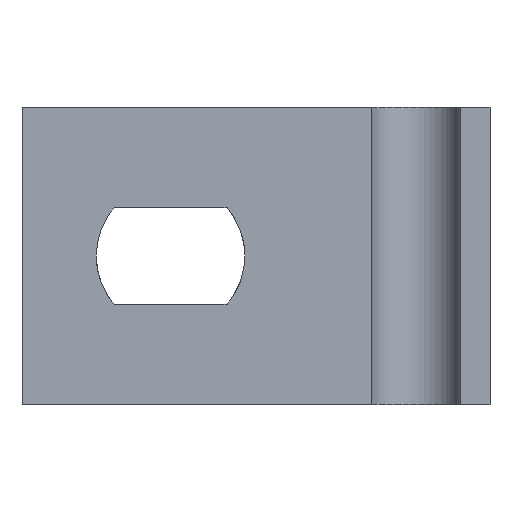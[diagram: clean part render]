
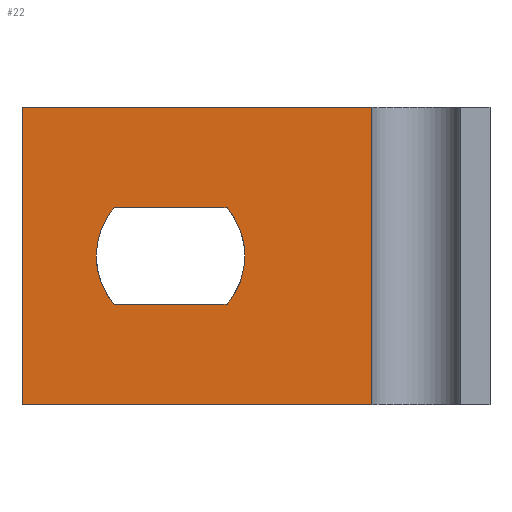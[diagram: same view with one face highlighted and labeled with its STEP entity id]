
A CAD part, front view. The second image highlights one B-rep face of the part: STEP entity #22.
In plain terms, the highlighted planar face has unit normal (0, -1, 0).
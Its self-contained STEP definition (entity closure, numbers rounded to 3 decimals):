
#16=FACE_BOUND('',#54,.T.);
#22=ADVANCED_FACE('',(#37,#16),#257,.T.);
#37=FACE_OUTER_BOUND('',#53,.T.);
#53=EDGE_LOOP('',(#96,#97,#98,#99));
#54=EDGE_LOOP('',(#100,#101,#102,#103,#104,#105));
#96=ORIENTED_EDGE('',*,*,#157,.F.);
#97=ORIENTED_EDGE('',*,*,#153,.F.);
#98=ORIENTED_EDGE('',*,*,#155,.T.);
#99=ORIENTED_EDGE('',*,*,#156,.F.);
#100=ORIENTED_EDGE('',*,*,#174,.T.);
#101=ORIENTED_EDGE('',*,*,#154,.T.);
#102=ORIENTED_EDGE('',*,*,#166,.T.);
#103=ORIENTED_EDGE('',*,*,#178,.T.);
#104=ORIENTED_EDGE('',*,*,#152,.T.);
#105=ORIENTED_EDGE('',*,*,#171,.T.);
#152=EDGE_CURVE('',#240,#241,#204,.T.);
#153=EDGE_CURVE('',#228,#223,#205,.T.);
#154=EDGE_CURVE('',#243,#244,#206,.T.);
#155=EDGE_CURVE('',#228,#227,#207,.T.);
#156=EDGE_CURVE('',#222,#227,#208,.T.);
#157=EDGE_CURVE('',#223,#222,#209,.T.);
#166=EDGE_CURVE('',#244,#245,#187,.T.);
#171=EDGE_CURVE('',#241,#242,#189,.T.);
#174=EDGE_CURVE('',#242,#243,#191,.T.);
#178=EDGE_CURVE('',#245,#240,#194,.T.);
#187=(
BOUNDED_CURVE()
B_SPLINE_CURVE(2,(#524,#525,#526),.UNSPECIFIED.,.F.,.F.)
B_SPLINE_CURVE_WITH_KNOTS((3,3),(0.,3.538),.UNSPECIFIED.)
CURVE()
GEOMETRIC_REPRESENTATION_ITEM()
RATIONAL_B_SPLINE_CURVE((1.,0.938,1.))
REPRESENTATION_ITEM('')
);
#189=(
BOUNDED_CURVE()
B_SPLINE_CURVE(2,(#536,#537,#538),.UNSPECIFIED.,.F.,.F.)
B_SPLINE_CURVE_WITH_KNOTS((3,3),(0.,3.538),.UNSPECIFIED.)
CURVE()
GEOMETRIC_REPRESENTATION_ITEM()
RATIONAL_B_SPLINE_CURVE((1.,0.938,1.))
REPRESENTATION_ITEM('')
);
#191=(
BOUNDED_CURVE()
B_SPLINE_CURVE(2,(#544,#545,#546),.UNSPECIFIED.,.F.,.F.)
B_SPLINE_CURVE_WITH_KNOTS((3,3),(0.,3.538),.UNSPECIFIED.)
CURVE()
GEOMETRIC_REPRESENTATION_ITEM()
RATIONAL_B_SPLINE_CURVE((1.,0.938,1.))
REPRESENTATION_ITEM('')
);
#194=(
BOUNDED_CURVE()
B_SPLINE_CURVE(2,(#555,#556,#557),.UNSPECIFIED.,.F.,.F.)
B_SPLINE_CURVE_WITH_KNOTS((3,3),(0.,3.538),.UNSPECIFIED.)
CURVE()
GEOMETRIC_REPRESENTATION_ITEM()
RATIONAL_B_SPLINE_CURVE((1.,0.938,1.))
REPRESENTATION_ITEM('')
);
#204=B_SPLINE_CURVE_WITH_KNOTS('',1,(#482,#483),.UNSPECIFIED.,.F.,.F.,(2,
2),(-7.599,0.),.UNSPECIFIED.);
#205=B_SPLINE_CURVE_WITH_KNOTS('',1,(#484,#485),.UNSPECIFIED.,.F.,.F.,(2,
2),(0.,20.),.UNSPECIFIED.);
#206=B_SPLINE_CURVE_WITH_KNOTS('',1,(#486,#487),.UNSPECIFIED.,.F.,.F.,(2,
2),(-7.599,0.),.UNSPECIFIED.);
#207=B_SPLINE_CURVE_WITH_KNOTS('',1,(#488,#489,#490),.UNSPECIFIED.,.F.,
 .F.,(2,1,2),(0.,14.751,15.816),.UNSPECIFIED.);
#208=B_SPLINE_CURVE_WITH_KNOTS('',1,(#491,#492),.UNSPECIFIED.,.F.,.F.,(2,
2),(2.,22.),.UNSPECIFIED.);
#209=B_SPLINE_CURVE_WITH_KNOTS('',1,(#493,#494,#495),.UNSPECIFIED.,.F.,
 .F.,(2,1,2),(0.,14.751,15.816),.UNSPECIFIED.);
#222=VERTEX_POINT('',#438);
#223=VERTEX_POINT('',#439);
#227=VERTEX_POINT('',#443);
#228=VERTEX_POINT('',#444);
#240=VERTEX_POINT('',#456);
#241=VERTEX_POINT('',#457);
#242=VERTEX_POINT('',#458);
#243=VERTEX_POINT('',#459);
#244=VERTEX_POINT('',#460);
#245=VERTEX_POINT('',#461);
#257=PLANE('',#284);
#284=AXIS2_PLACEMENT_3D('',#320,#294,$);
#294=DIRECTION('',(0.,-1.,0.));
#320=CARTESIAN_POINT('',(4.084,-2.,24.002));
#438=CARTESIAN_POINT('',(-3.,-2.,10.));
#439=CARTESIAN_POINT('',(-26.5,-2.,10.));
#443=CARTESIAN_POINT('',(-3.,-2.,-10.));
#444=CARTESIAN_POINT('',(-26.5,-2.,-10.));
#456=CARTESIAN_POINT('',(-20.3,-2.,3.25));
#457=CARTESIAN_POINT('',(-12.7,-2.,3.25));
#458=CARTESIAN_POINT('',(-11.5,-2.,0.));
#459=CARTESIAN_POINT('',(-12.7,-2.,-3.25));
#460=CARTESIAN_POINT('',(-20.3,-2.,-3.25));
#461=CARTESIAN_POINT('',(-21.5,-2.,0.));
#482=CARTESIAN_POINT('',(-20.3,-2.,3.25));
#483=CARTESIAN_POINT('',(-12.7,-2.,3.25));
#484=CARTESIAN_POINT('',(-26.5,-2.,-10.));
#485=CARTESIAN_POINT('',(-26.5,-2.,10.));
#486=CARTESIAN_POINT('',(-12.7,-2.,-3.25));
#487=CARTESIAN_POINT('',(-20.3,-2.,-3.25));
#488=CARTESIAN_POINT('',(-26.5,-2.,-10.));
#489=CARTESIAN_POINT('',(-4.583,-2.,-10.));
#490=CARTESIAN_POINT('',(-3.,-2.,-10.));
#491=CARTESIAN_POINT('',(-3.,-2.,10.));
#492=CARTESIAN_POINT('',(-3.,-2.,-10.));
#493=CARTESIAN_POINT('',(-26.5,-2.,10.));
#494=CARTESIAN_POINT('',(-4.583,-2.,10.));
#495=CARTESIAN_POINT('',(-3.,-2.,10.));
#524=CARTESIAN_POINT('',(-20.3,-2.,-3.25));
#525=CARTESIAN_POINT('',(-21.5,-2.,-1.847));
#526=CARTESIAN_POINT('',(-21.5,-2.,0.));
#536=CARTESIAN_POINT('',(-12.7,-2.,3.25));
#537=CARTESIAN_POINT('',(-11.5,-2.,1.847));
#538=CARTESIAN_POINT('',(-11.5,-2.,0.));
#544=CARTESIAN_POINT('',(-11.5,-2.,0.));
#545=CARTESIAN_POINT('',(-11.5,-2.,-1.847));
#546=CARTESIAN_POINT('',(-12.7,-2.,-3.25));
#555=CARTESIAN_POINT('',(-21.5,-2.,0.));
#556=CARTESIAN_POINT('',(-21.5,-2.,1.847));
#557=CARTESIAN_POINT('',(-20.3,-2.,3.25));
